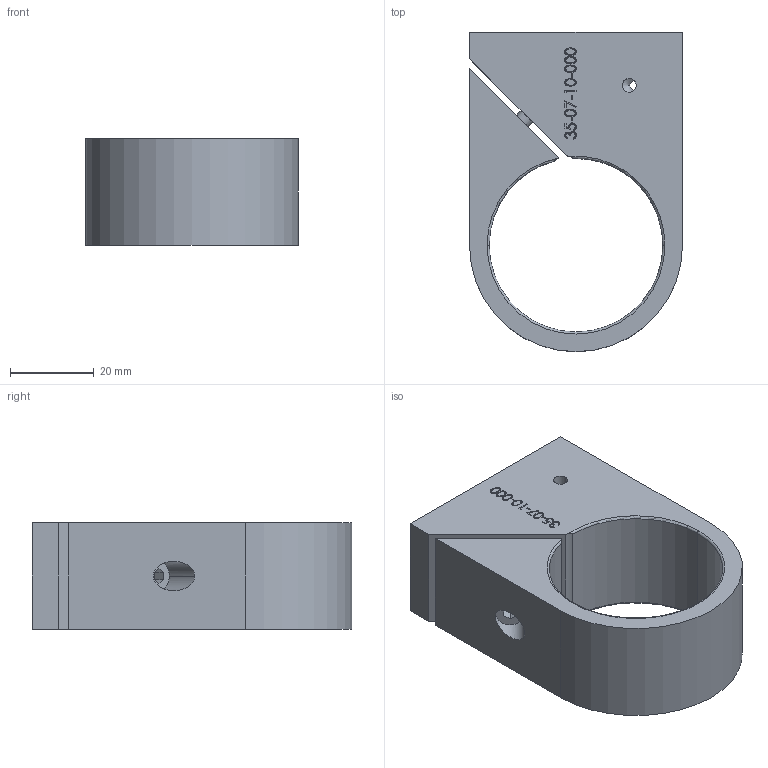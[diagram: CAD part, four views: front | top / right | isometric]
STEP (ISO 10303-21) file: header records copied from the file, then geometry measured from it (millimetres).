
FILE_DESCRIPTION (( 'STEP AP203' ), '1' );
FILE_NAME ('35-07-10-000 OUTLINE.STEP', '2016-03-07T16:30:50', ( 'a' ), ( '' ), 'SwSTEP 2.0', 'SolidWorks 2013', '' );
FILE_SCHEMA (( 'CONFIG_CONTROL_DESIGN' ));
Length unit declared in the file: millimetre
Products named in the file (1): 35-07-10-000 OUTLINE
Bounding box: 50.8 x 76.2 x 25.4 mm (x, y, z)
Volume: 54557.1 mm3; surface area: 16204.1 mm2
Topology: 1 solids, 1 shells, 180 faces, 461 edges, 297 vertices
Faces by surface type: bspline 67, plane 66, cylinder 26, cone 15, torus 6
Entity records: 10236 total; most frequent: CARTESIAN_POINT 6274, ORIENTED_EDGE 906, DIRECTION 589, EDGE_CURVE 453, VERTEX_POINT 297, VECTOR 237, LINE 237, EDGE_LOOP 210
